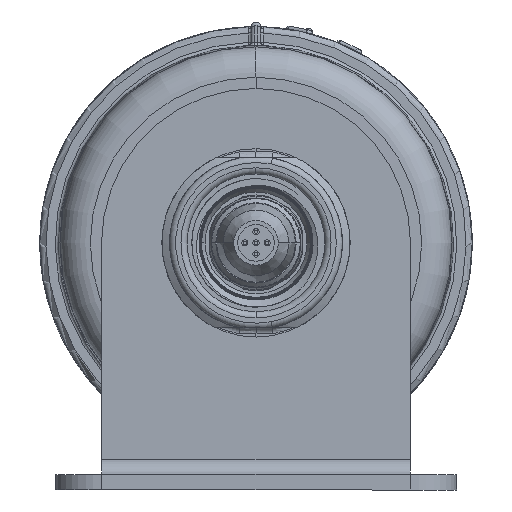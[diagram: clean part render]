
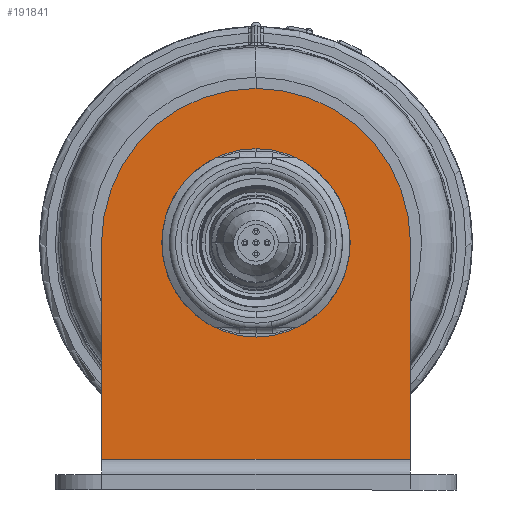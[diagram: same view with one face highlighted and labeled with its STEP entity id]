
A CAD part, front view. The second image highlights one B-rep face of the part: STEP entity #191841.
In plain terms, the highlighted planar face has unit normal (0, -1, 0).
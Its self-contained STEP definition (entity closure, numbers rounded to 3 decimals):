
#191314=DIRECTION('',(-1.,0.,0.));
#191315=VECTOR('',#191314,50.);
#191316=CARTESIAN_POINT('',(25.,2.5,5.));
#191317=LINE('',#191316,#191315);
#191327=DIRECTION('',(0.,0.,1.));
#191328=VECTOR('',#191327,35.);
#191329=CARTESIAN_POINT('',(-25.,2.5,5.));
#191330=LINE('',#191329,#191328);
#191331=CARTESIAN_POINT('',(0.,2.5,40.));
#191332=DIRECTION('',(0.,1.,0.));
#191333=DIRECTION('',(-1.,0.,0.));
#191334=AXIS2_PLACEMENT_3D('',#191331,#191332,#191333);
#191336=DIRECTION('',(0.,0.,-1.));
#191337=VECTOR('',#191336,35.);
#191338=CARTESIAN_POINT('',(25.,2.5,40.));
#191339=LINE('',#191338,#191337);
#191340=CARTESIAN_POINT('',(0.,2.5,40.));
#191341=DIRECTION('',(0.,1.,0.));
#191342=DIRECTION('',(1.,0.,0.));
#191343=AXIS2_PLACEMENT_3D('',#191340,#191341,#191342);
#191345=CARTESIAN_POINT('',(0.,2.5,40.));
#191346=DIRECTION('',(0.,1.,0.));
#191347=DIRECTION('',(-1.,0.,0.));
#191348=AXIS2_PLACEMENT_3D('',#191345,#191346,#191347);
#191397=CARTESIAN_POINT('',(15.25,2.5,40.));
#191398=CARTESIAN_POINT('',(-15.25,2.5,40.));
#191399=VERTEX_POINT('',#191397);
#191400=VERTEX_POINT('',#191398);
#191473=CARTESIAN_POINT('',(-25.,2.5,5.));
#191474=CARTESIAN_POINT('',(-25.,2.5,40.));
#191475=VERTEX_POINT('',#191473);
#191476=VERTEX_POINT('',#191474);
#191477=CARTESIAN_POINT('',(25.,2.5,40.));
#191478=VERTEX_POINT('',#191477);
#191479=CARTESIAN_POINT('',(25.,2.5,5.));
#191480=VERTEX_POINT('',#191479);
#191821=CARTESIAN_POINT('',(17.056,2.5,0.));
#191822=DIRECTION('',(0.,1.,0.));
#191823=DIRECTION('',(-1.,0.,0.));
#191824=AXIS2_PLACEMENT_3D('',#191821,#191822,#191823);
#191825=PLANE('',#191824);
#191827=ORIENTED_EDGE('',*,*,#191826,.T.);
#191829=ORIENTED_EDGE('',*,*,#191828,.T.);
#191831=ORIENTED_EDGE('',*,*,#191830,.T.);
#191832=ORIENTED_EDGE('',*,*,#191814,.T.);
#191833=EDGE_LOOP('',(#191827,#191829,#191831,#191832));
#191834=FACE_OUTER_BOUND('',#191833,.F.);
#191836=ORIENTED_EDGE('',*,*,#191835,.F.);
#191838=ORIENTED_EDGE('',*,*,#191837,.F.);
#191839=EDGE_LOOP('',(#191836,#191838));
#191840=FACE_BOUND('',#191839,.F.);
#191841=ADVANCED_FACE('',(#191834,#191840),#191825,.F.);
#191335=CIRCLE('',#191334,25.);
#191344=CIRCLE('',#191343,15.25);
#191349=CIRCLE('',#191348,15.25);
#191814=EDGE_CURVE('',#191480,#191475,#191317,.T.);
#191826=EDGE_CURVE('',#191475,#191476,#191330,.T.);
#191828=EDGE_CURVE('',#191476,#191478,#191335,.T.);
#191830=EDGE_CURVE('',#191478,#191480,#191339,.T.);
#191835=EDGE_CURVE('',#191399,#191400,#191344,.T.);
#191837=EDGE_CURVE('',#191400,#191399,#191349,.T.);
